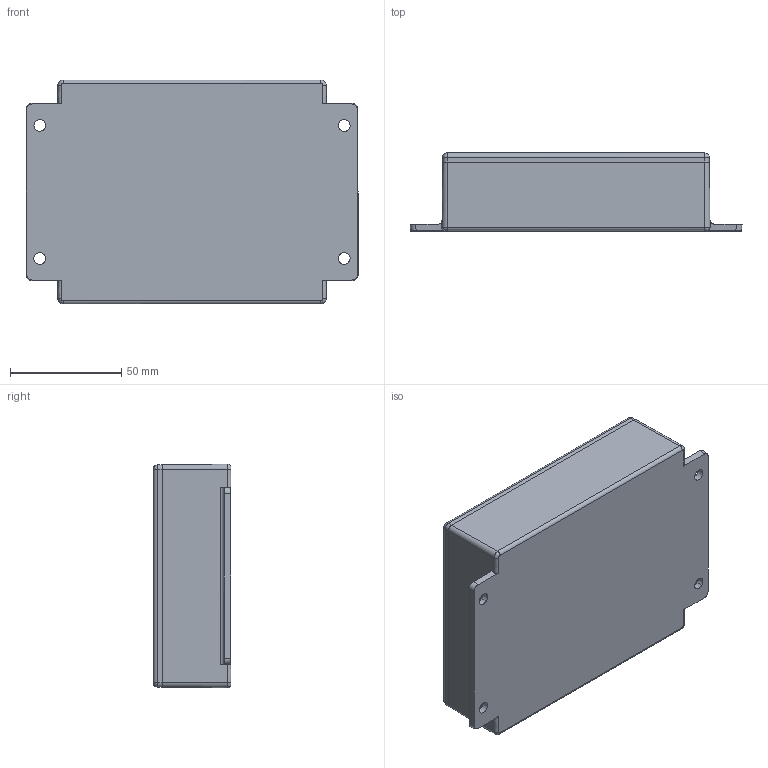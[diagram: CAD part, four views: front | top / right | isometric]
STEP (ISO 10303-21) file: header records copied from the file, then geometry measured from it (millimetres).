
FILE_DESCRIPTION (( 'STEP AP214' ), '1' );
FILE_NAME ('B023MF.STEP', '2016-11-28T08:06:13', ( '' ), ( '' ), 'SwSTEP 2.0', 'SolidWorks 2014', '' );
FILE_SCHEMA (( 'AUTOMOTIVE_DESIGN' ));
Length unit declared in the file: millimetre
Products named in the file (3): B023MF; B023-COVER; B023MF-BASE
Assembly tree (2 placements, depth 2):
  B023MF
    B023MF-BASE
    B023-COVER
Bounding box: 149.5 x 35 x 100.77 mm (x, y, z)
Volume: 98461.4 mm3; surface area: 82984.9 mm2
Topology: 2 solids, 2 shells, 293 faces, 806 edges, 520 vertices
Faces by surface type: bspline 172, plane 107, cylinder 14
Entity records: 14592 total; most frequent: CARTESIAN_POINT 5769, ORIENTED_EDGE 1604, EDGE_CURVE 802, DIRECTION 678, VERTEX_POINT 520, LINE 370, VECTOR 370, EDGE_LOOP 316
